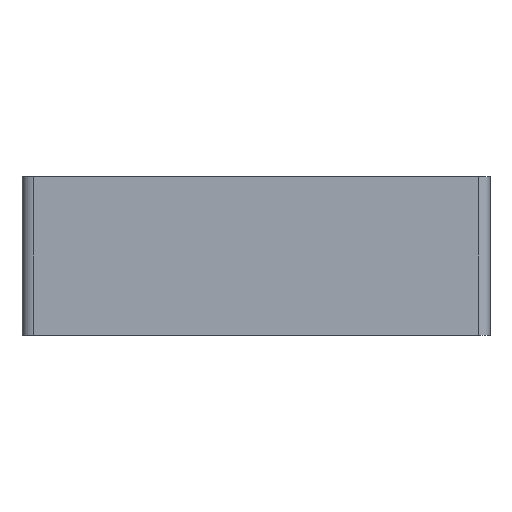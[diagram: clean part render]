
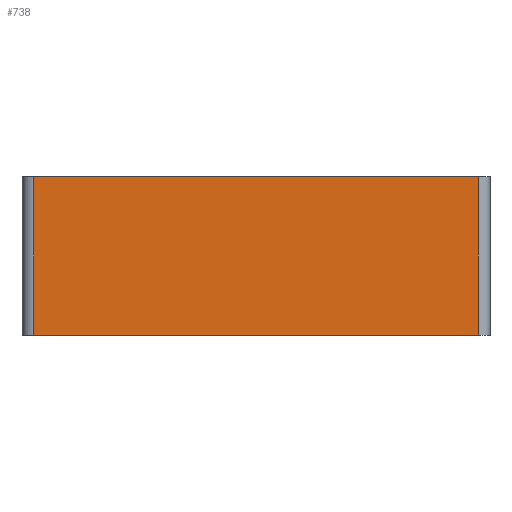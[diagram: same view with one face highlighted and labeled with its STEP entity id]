
A CAD part, left-side view. The second image highlights one B-rep face of the part: STEP entity #738.
In plain terms, the highlighted planar face has unit normal (-1, 0, 0).
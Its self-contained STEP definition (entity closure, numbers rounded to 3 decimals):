
#192 = VERTEX_POINT ( 'NONE', #1633 ) ;
#229 = VECTOR ( 'NONE', #2589, 1000. ) ;
#281 = VERTEX_POINT ( 'NONE', #913 ) ;
#339 = EDGE_LOOP ( 'NONE', ( #3327, #5165, #4600, #420 ) ) ;
#420 = ORIENTED_EDGE ( 'NONE', *, *, #3403, .T. ) ;
#557 = DIRECTION ( 'NONE',  ( 0., 0., -1. ) ) ;
#692 = CARTESIAN_POINT ( 'NONE',  ( -50.5, -60.5, 0. ) ) ;
#738 = ADVANCED_FACE ( 'NONE', ( #4475 ), #1832, .T. ) ;
#913 = CARTESIAN_POINT ( 'NONE',  ( -50.5, 57.5, -41. ) ) ;
#1398 = DIRECTION ( 'NONE',  ( -1., 0., 0. ) ) ;
#1464 = EDGE_CURVE ( 'NONE', #3035, #5593, #3347, .T. ) ;
#1545 = CARTESIAN_POINT ( 'NONE',  ( -50.5, 57.5, 0. ) ) ;
#1633 = CARTESIAN_POINT ( 'NONE',  ( -50.5, -57.5, -41. ) ) ;
#1773 = DIRECTION ( 'NONE',  ( 0., 0., 1. ) ) ;
#1832 = PLANE ( 'NONE',  #4008 ) ;
#1842 = LINE ( 'NONE', #2790, #3910 ) ;
#2589 = DIRECTION ( 'NONE',  ( 0., -1., 0. ) ) ;
#2790 = CARTESIAN_POINT ( 'NONE',  ( -50.5, 57.5, -41. ) ) ;
#2830 = CARTESIAN_POINT ( 'NONE',  ( -50.5, -57.5, 0. ) ) ;
#3035 = VERTEX_POINT ( 'NONE', #1545 ) ;
#3259 = DIRECTION ( 'NONE',  ( 0., -1., 0. ) ) ;
#3327 = ORIENTED_EDGE ( 'NONE', *, *, #1464, .F. ) ;
#3347 = LINE ( 'NONE', #692, #5638 ) ;
#3403 = EDGE_CURVE ( 'NONE', #192, #5593, #3528, .T. ) ;
#3465 = LINE ( 'NONE', #5695, #229 ) ;
#3528 = LINE ( 'NONE', #3960, #3541 ) ;
#3541 = VECTOR ( 'NONE', #5301, 1000. ) ;
#3542 = EDGE_CURVE ( 'NONE', #3035, #281, #1842, .T. ) ;
#3601 = CARTESIAN_POINT ( 'NONE',  ( -50.5, -60.5, -41. ) ) ;
#3724 = EDGE_CURVE ( 'NONE', #281, #192, #3465, .T. ) ;
#3910 = VECTOR ( 'NONE', #557, 1000. ) ;
#3960 = CARTESIAN_POINT ( 'NONE',  ( -50.5, -57.5, -41. ) ) ;
#4008 = AXIS2_PLACEMENT_3D ( 'NONE', #3601, #1398, #1773 ) ;
#4475 = FACE_OUTER_BOUND ( 'NONE', #339, .T. ) ;
#4600 = ORIENTED_EDGE ( 'NONE', *, *, #3724, .T. ) ;
#5165 = ORIENTED_EDGE ( 'NONE', *, *, #3542, .T. ) ;
#5301 = DIRECTION ( 'NONE',  ( 0., 0., 1. ) ) ;
#5593 = VERTEX_POINT ( 'NONE', #2830 ) ;
#5638 = VECTOR ( 'NONE', #3259, 1000. ) ;
#5695 = CARTESIAN_POINT ( 'NONE',  ( -50.5, -60.5, -41. ) ) ;
